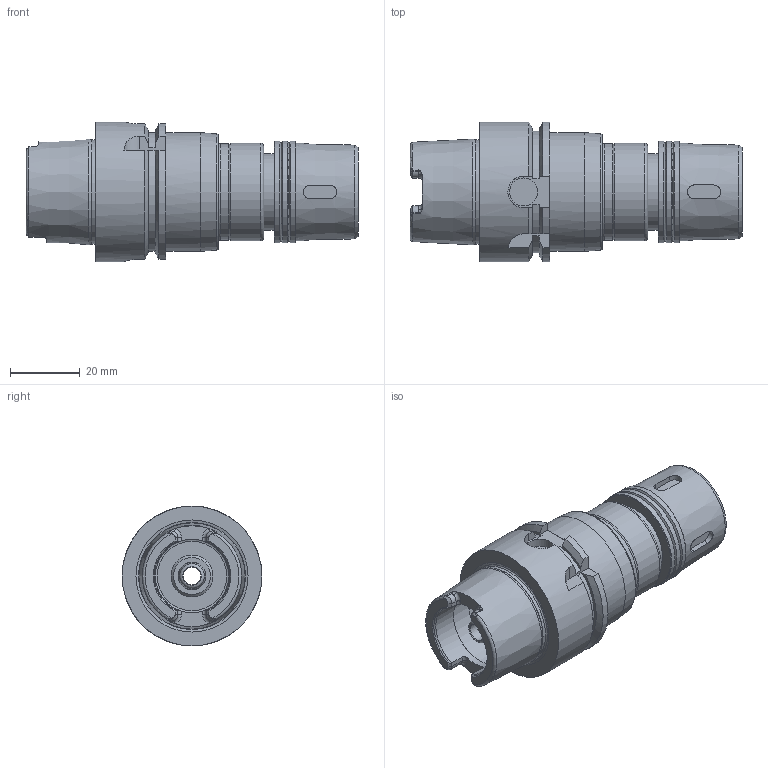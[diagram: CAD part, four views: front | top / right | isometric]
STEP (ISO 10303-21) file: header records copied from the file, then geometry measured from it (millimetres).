
FILE_DESCRIPTION((''),'2;1');
FILE_NAME('538013009075-3D.stp','2020-01-09T11:40:47',('nttooll'),(''),'Autodesk Inventor 2012','Autodesk Inventor 2012','');
FILE_SCHEMA(('AUTOMOTIVE_DESIGN { 1 0 10303 214 1 1 1 1 }'));
Length unit declared in the file: millimetre
Products named in the file (1): 538013009075-3D
Bounding box: 95 x 40 x 40 mm (x, y, z)
Volume: 56938.3 mm3; surface area: 18218.6 mm2
Topology: 1 solids, 1 shells, 190 faces, 437 edges, 268 vertices
Faces by surface type: plane 75, cylinder 56, cone 39, torus 20
Full cylindrical faces by diameter (mm): 5 x1, 5.103 x1, 6.5 x1, 7.5 x1, 8 x2, 9.3 x1, 10 x1, 10.5 x1, 12 x1, 13 x1, 13.5 x1, 15.5 x1, 19 x1, 21 x1, 21.8 x1, 22 x1, 25.5 x1, 27.6 x1, 28 x1, 29 x3, 29.8 x1, 34 x1, 40 x1
Entity records: 5279 total; most frequent: CARTESIAN_POINT 1248, DIRECTION 861, ORIENTED_EDGE 738, EDGE_CURVE 369, AXIS2_PLACEMENT_3D 361, EDGE_LOOP 273, VERTEX_POINT 262, FACE_OUTER_BOUND 190
